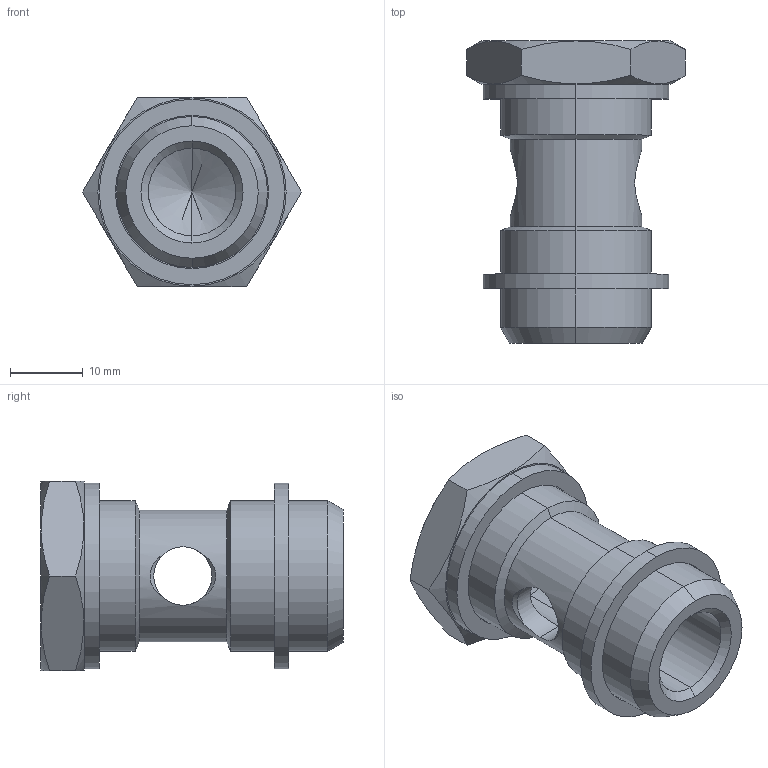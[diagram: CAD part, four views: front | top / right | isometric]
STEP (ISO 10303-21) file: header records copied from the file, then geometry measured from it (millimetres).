
FILE_DESCRIPTION (( 'STEP AP203' ), '1' );
FILE_NAME ('A0210004.STEP', '2009-12-03T10:36:48', ( 'Gabriele' ), ( 'C.Matic srl' ), 'SwSTEP 2.0', 'SolidWorks 2009', '' );
FILE_SCHEMA (( 'CONFIG_CONTROL_DESIGN' ));
Length unit declared in the file: millimetre
Products named in the file (3): 003-0051; A0210004; 001-0185
Assembly tree (3 placements, depth 2):
  A0210004
    003-0051  x2
    001-0185
Bounding box: 30.02 x 41.5 x 26 mm (x, y, z)
Volume: 10847.5 mm3; surface area: 6272.5 mm2
Topology: 3 solids, 3 shells, 51 faces, 118 edges, 73 vertices
Faces by surface type: cylinder 20, cone 18, plane 13
Entity records: 1971 total; most frequent: CARTESIAN_POINT 636, DIRECTION 210, ORIENTED_EDGE 208, EDGE_CURVE 104, AXIS2_PLACEMENT_3D 87, VERTEX_POINT 65, EDGE_LOOP 53, ADVANCED_FACE 45
